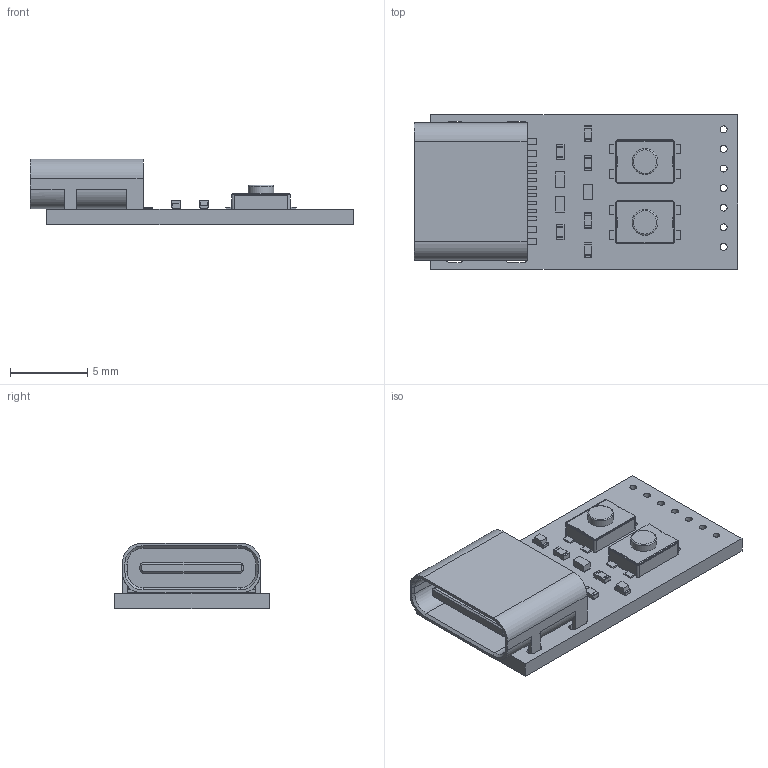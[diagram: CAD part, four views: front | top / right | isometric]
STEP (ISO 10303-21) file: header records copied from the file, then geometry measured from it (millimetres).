
FILE_DESCRIPTION(('KiCad electronic assembly'),'2;1');
FILE_NAME('OMGUSB_P3.step','2024-09-10T18:56:08',('Pcbnew'),('Kicad'), 'Open CASCADE STEP processor 7.7','KiCad to STEP converter','Unknown' );
FILE_SCHEMA(('AUTOMOTIVE_DESIGN { 1 0 10303 214 1 1 1 1 }'));
Length unit declared in the file: millimetre
Products named in the file (12): OMGUSB_P3 1; R_0402_1005Metric; BTN_KMR2_4.6X2.8_HAND; BTN_KMR2_4.6X2.8_HAND v1; HIRO-USB-C Fixed Position; HRO  USB-C col 3 v9; TVS_DFN1006; TESD5V0L1UC RJG; LED_0402_1005Metric; OMGUSB_P3_PCB
Assembly tree (18 placements, depth 3):
  OMGUSB_P3 1
    R_0402_1005Metric  x4
      R_0402_1005Metric
    BTN_KMR2_4.6X2.8_HAND  x2
      BTN_KMR2_4.6X2.8_HAND v1
    HIRO-USB-C Fixed Position
      HRO  USB-C col 3 v9
    TVS_DFN1006  x3
      TESD5V0L1UC RJG
    LED_0402_1005Metric  x2
      LED_0402_1005Metric
    OMGUSB_P3_PCB
Bounding box: 20.95 x 10 x 4.26 mm (x, y, z)
Volume: 318.8 mm3; surface area: 1107.1 mm2
Topology: 30 solids, 30 shells, 706 faces, 1851 edges, 1214 vertices
Faces by surface type: plane 557, cylinder 123, bspline 14, cone 10, torus 2
Full cylindrical faces by diameter (mm): 0.45 x7, 0.5 x2, 0.75 x2, 1.665 x4
Entity records: 15708 total; most frequent: CARTESIAN_POINT 2977, ORIENTED_EDGE 2484, DIRECTION 2367, EDGE_CURVE 1242, LINE 1047, VECTOR 1047, VERTEX_POINT 816, AXIS2_PLACEMENT_3D 660
